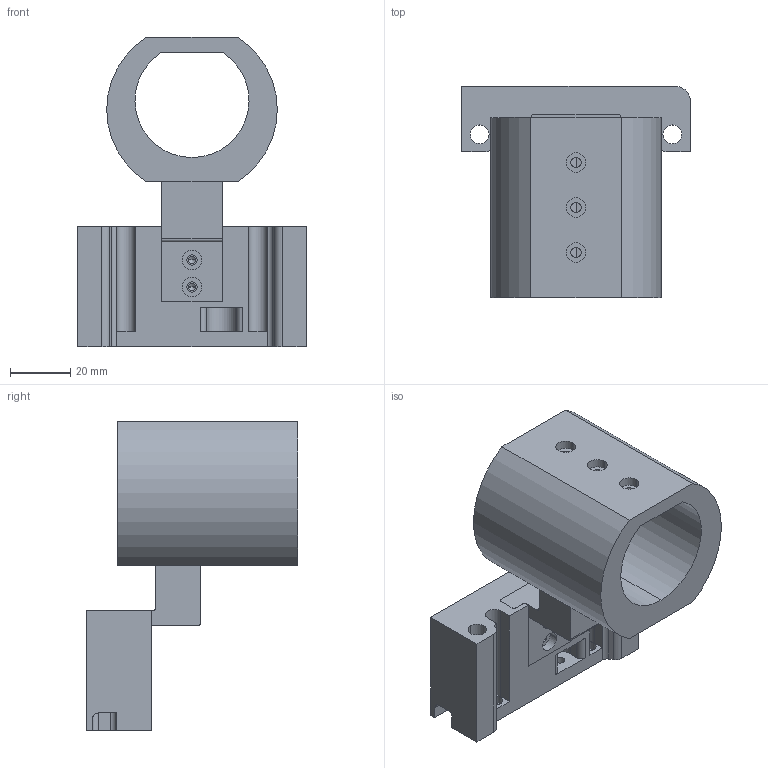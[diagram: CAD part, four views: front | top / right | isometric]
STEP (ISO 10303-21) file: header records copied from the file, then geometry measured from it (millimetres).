
FILE_DESCRIPTION (( 'STEP AP203' ), '1' );
FILE_NAME ('zeiss_multipart - v2.STEP', '2024-07-31T07:31:50', ( '' ), ( '' ), 'SwSTEP 2.0', 'SolidWorks 2023', '' );
FILE_SCHEMA (( 'CONFIG_CONTROL_DESIGN' ));
Length unit declared in the file: millimetre
Products named in the file (5): zeiss_mount_bracket_3-2; zeiss_mount_bracket_1 -v2; zeiss_multipart - v2; zeiss_mount_bracket_3-1; zeiss_mount_bracket_2 - v2_Modified bracket
Assembly tree (4 placements, depth 2):
  zeiss_multipart - v2
    zeiss_mount_bracket_1 -v2
    zeiss_mount_bracket_2 - v2_Modified bracket
    zeiss_mount_bracket_3-1
    zeiss_mount_bracket_3-2
Bounding box: 76.24 x 70.51 x 103.32 mm (x, y, z)
Volume: 131049.1 mm3; surface area: 45212 mm2
Topology: 4 solids, 4 shells, 197 faces, 515 edges, 335 vertices
Faces by surface type: cylinder 106, plane 83, cone 8
Entity records: 6642 total; most frequent: DIRECTION 1118, CARTESIAN_POINT 1055, ORIENTED_EDGE 1014, EDGE_CURVE 507, AXIS2_PLACEMENT_3D 410, VERTEX_POINT 335, VECTOR 298, LINE 298
